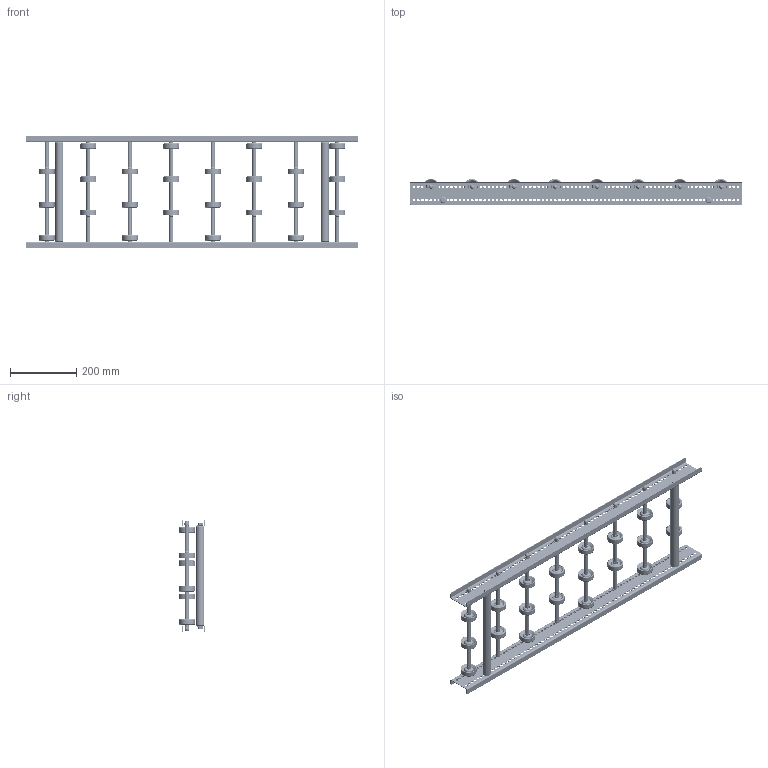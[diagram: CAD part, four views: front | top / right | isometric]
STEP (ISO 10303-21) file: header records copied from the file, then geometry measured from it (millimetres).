
FILE_DESCRIPTION (( 'STEP AP214' ), '1' );
FILE_NAME ('0052440.step', '2021-10-26T13:21:57', ( '' ), ( '' ), 'SwSTEP 2.0', 'SolidWorks 2020', '' );
FILE_SCHEMA (( 'AUTOMOTIVE_DESIGN' ));
Length unit declared in the file: millimetre
Products named in the file (9): Traversen_KFG_L300; K0011528_2200-48-8; Röllchenachse-für-Konfiguration_EL300 Stahl; 0052440; Hutmutter_DIN_1587_M8; S106837_Gewindestange-M8-KFG_L320; S100994_Sperrzahnschraube_M08x16-8.8-A2K; Profil_LRB-20x70x20x2_KFG_S100200_U-PROFIL-20-70-20-2-LRB-L=1000; 0046278_KB-ROHR-12X1,75mm_KFG_L76
Assembly tree (39 placements, depth 3):
  0052440
    Profil_LRB-20x70x20x2_KFG_S100200_U-PROFIL-20-70-20-2-LRB-L=1000  x2
    S100994_Sperrzahnschraube_M08x16-8.8-A2K  x4
    Traversen_KFG_L300  x2
    Röllchenachse-für-Konfiguration_EL300 Stahl  x8
      S106837_Gewindestange-M8-KFG_L320
      0046278_KB-ROHR-12X1,75mm_KFG_L76
      K0011528_2200-48-8
    Hutmutter_DIN_1587_M8  x16
Bounding box: 1000 x 79 x 340 mm (x, y, z)
Volume: 1216755.3 mm3; surface area: 1003837.9 mm2
Topology: 108 solids, 108 shells, 3488 faces, 7760 edges, 4760 vertices
Faces by surface type: cylinder 1488, plane 696, cone 648, torus 640, bspline 16
Entity records: 19433 total; most frequent: DIRECTION 3321, CARTESIAN_POINT 3276, ORIENTED_EDGE 2780, AXIS2_PLACEMENT_3D 1439, EDGE_CURVE 1390, VERTEX_POINT 898, EDGE_LOOP 874, CIRCLE 867
